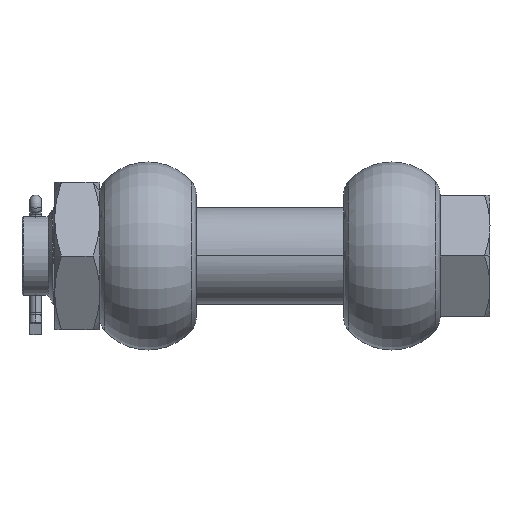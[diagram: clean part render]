
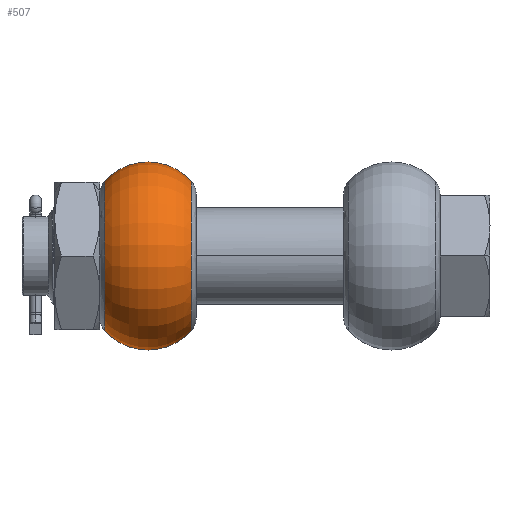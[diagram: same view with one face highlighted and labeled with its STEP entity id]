
A CAD part, front view. The second image highlights one B-rep face of the part: STEP entity #507.
In plain terms, the highlighted toroidal (fillet/blend) face has major radius 31.2 mm and minor radius 49.8 mm.
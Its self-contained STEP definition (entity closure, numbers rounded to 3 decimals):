
#507=ADVANCED_FACE('NONE',(#1805),#1806,.T.);
#1805=FACE_OUTER_BOUND('',#11157,.T.);
#1806=TOROIDAL_SURFACE('',#11158,31.2,49.8);
#11157=EDGE_LOOP('',(#18960,#18961,#18962,#18963));
#11158=AXIS2_PLACEMENT_3D('',#18964,#18965,#18966);
#18960=ORIENTED_EDGE('',*,*,#23448,.F.);
#18961=ORIENTED_EDGE('',*,*,#23453,.F.);
#18962=ORIENTED_EDGE('',*,*,#23454,.T.);
#18963=ORIENTED_EDGE('',*,*,#23455,.F.);
#18964=CARTESIAN_POINT('',(-105.,0.,0.));
#18965=DIRECTION('',(1.0,-0.0,0.0));
#18966=DIRECTION('',(0.0,0.0,-1.0));
#23448=EDGE_CURVE('NONE',#27060,#27062,#27063,.T.);
#23453=EDGE_CURVE('NONE',#27071,#27060,#27072,.T.);
#23454=EDGE_CURVE('NONE',#27071,#27073,#27074,.T.);
#23455=EDGE_CURVE('NONE',#27062,#27073,#27075,.T.);
#27060=VERTEX_POINT('NONE',#40781);
#27062=VERTEX_POINT('NONE',#40783);
#27063=CIRCLE('',#40784,49.8);
#27071=VERTEX_POINT('NONE',#40822);
#27072=CIRCLE('',#40823,64.14);
#27073=VERTEX_POINT('NONE',#40824);
#27074=CIRCLE('',#40825,49.8);
#27075=CIRCLE('',#40826,64.14);
#40781=CARTESIAN_POINT('',(-142.35,0.,64.14));
#40783=CARTESIAN_POINT('',(-67.65,0.,64.14));
#40784=AXIS2_PLACEMENT_3D('',#46626,#46627,#46628);
#40822=CARTESIAN_POINT('',(-142.35,0.,-64.14));
#40823=AXIS2_PLACEMENT_3D('',#46632,#46633,#46634);
#40824=CARTESIAN_POINT('',(-67.65,0.,-64.14));
#40825=AXIS2_PLACEMENT_3D('',#46635,#46636,#46637);
#40826=AXIS2_PLACEMENT_3D('',#46638,#46639,#46640);
#46626=CARTESIAN_POINT('',(-105.,0.,31.2));
#46627=DIRECTION('',(-0.0,1.0,0.));
#46628=DIRECTION('',(0.0,0.,1.0));
#46632=CARTESIAN_POINT('',(-142.35,0.,0.));
#46633=DIRECTION('',(-1.0,0.,0.));
#46634=DIRECTION('',(0.,1.0,0.0));
#46635=CARTESIAN_POINT('',(-105.,0.,-31.2));
#46636=DIRECTION('',(0.0,-1.0,0.0));
#46637=DIRECTION('',(0.0,0.0,-1.0));
#46638=CARTESIAN_POINT('',(-67.65,0.,0.));
#46639=DIRECTION('',(1.0,0.0,-0.0));
#46640=DIRECTION('',(0.0,0.0,1.0));
